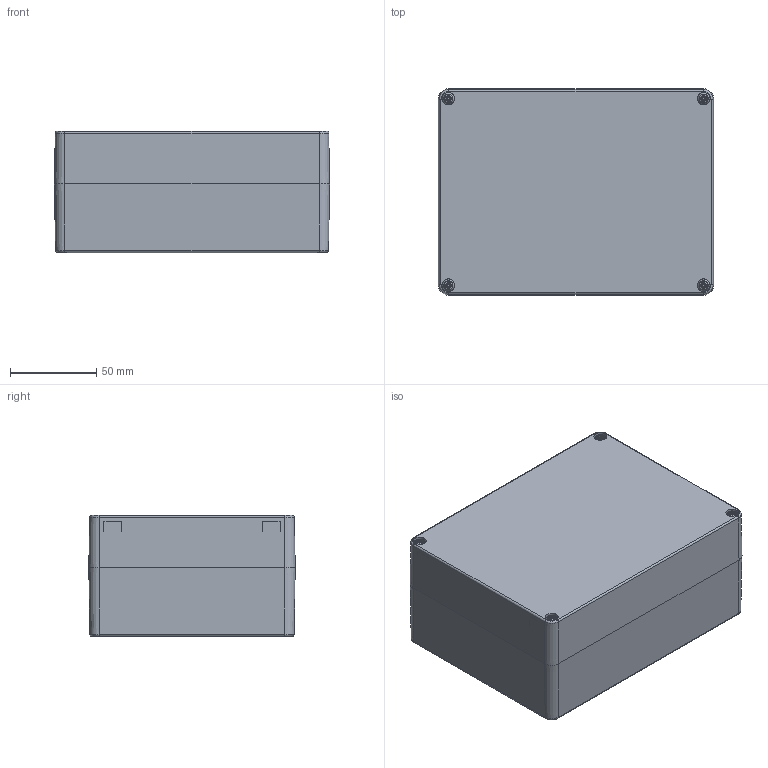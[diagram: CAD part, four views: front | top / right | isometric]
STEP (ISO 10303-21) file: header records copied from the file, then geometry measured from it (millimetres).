
FILE_DESCRIPTION((''),'2;1');
FILE_NAME('0302105000-MBM_161270-K_VE.stp','2015-12-22T15:10:58',('robin.rentz'),(''),'Autodesk Inventor 2012','Autodesk Inventor 2012','');
FILE_SCHEMA(('AUTOMOTIVE_DESIGN { 1 2 10303 214 0 1 1 1 }'));
Length unit declared in the file: millimetre
Products named in the file (6): 0302105000-MBM_161270-K_VE; 0301104902-UT_161240_VE; 0302105201-OT_161230-K_VE; xxx-O-Ring--OT--MBM-MBT_161230; 1990000007 M4 Gewindebuchse; 1990000013 Schrauben A2 BM4x38_15
Assembly tree (11 placements, depth 2):
  0302105000-MBM_161270-K_VE
    0301104902-UT_161240_VE
    0302105201-OT_161230-K_VE
    xxx-O-Ring--OT--MBM-MBT_161230
    1990000007 M4 Gewindebuchse  x4
    1990000013 Schrauben A2 BM4x38_15  x4
Bounding box: 160 x 120 x 70.5 mm (x, y, z)
Volume: 275912.9 mm3; surface area: 174271.1 mm2
Topology: 11 solids, 11 shells, 1555 faces, 3786 edges, 2296 vertices
Faces by surface type: plane 585, cylinder 396, cone 362, torus 168, bspline 40, sphere 4
Full cylindrical faces by diameter (mm): 3.242 x4, 3.3 x4, 4 x4, 4.4 x4, 4.5 x8, 4.8 x4, 5.1 x4, 6.8 x4, 7 x4, 7.4 x4, 7.8 x4
Entity records: 22542 total; most frequent: CARTESIAN_POINT 5099, DIRECTION 3880, ORIENTED_EDGE 3470, EDGE_CURVE 1735, AXIS2_PLACEMENT_3D 1602, VERTEX_POINT 1085, EDGE_LOOP 852, CIRCLE 851
